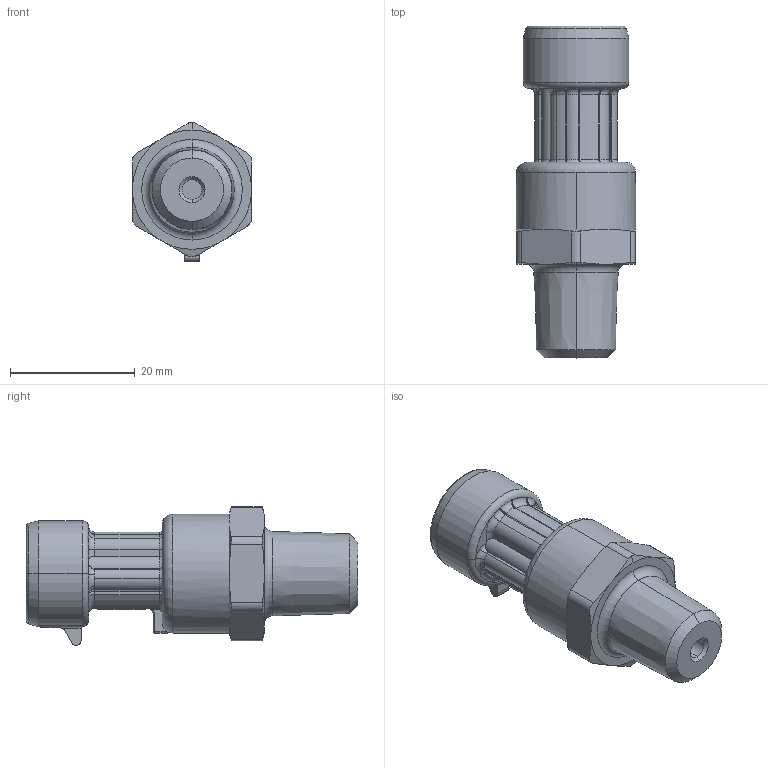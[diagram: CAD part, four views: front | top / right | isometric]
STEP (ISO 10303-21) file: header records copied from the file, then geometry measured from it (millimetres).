
FILE_DESCRIPTION (( 'STEP AP214' ), '1' );
FILE_NAME ('P500-XXX-X-X1X.STEP', '2015-01-15T22:59:28', ( '' ), ( '' ), 'SwSTEP 2.0', 'SolidWorks 2014', '' );
FILE_SCHEMA (( 'AUTOMOTIVE_DESIGN' ));
Length unit declared in the file: millimetre
Products named in the file (1): P500-XXX-X-X1X
Bounding box: 19.09 x 53.14 x 22.26 mm (x, y, z)
Volume: 8460.5 mm3; surface area: 4275.9 mm2
Topology: 1 solids, 3 shells, 530 faces, 1339 edges, 814 vertices
Faces by surface type: plane 227, cylinder 126, bspline 97, torus 48, cone 27, sphere 5
Entity records: 19736 total; most frequent: CARTESIAN_POINT 8102, ORIENTED_EDGE 2636, DIRECTION 2093, EDGE_CURVE 1318, VERTEX_POINT 814, AXIS2_PLACEMENT_3D 714, LINE 665, VECTOR 665
